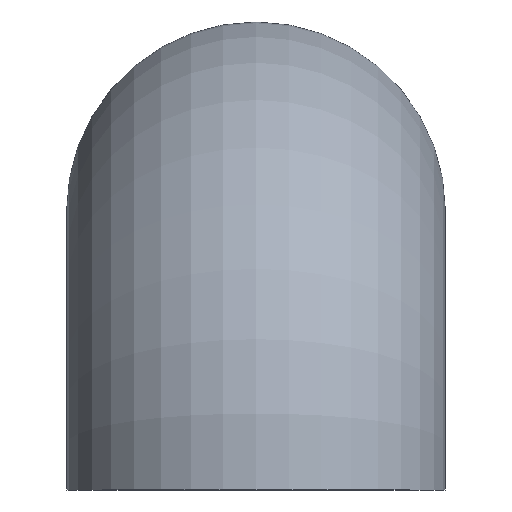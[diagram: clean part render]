
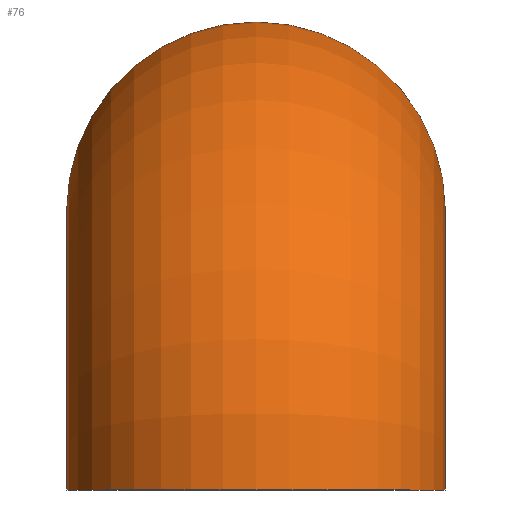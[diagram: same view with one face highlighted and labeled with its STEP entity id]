
A CAD part, left-side view. The second image highlights one B-rep face of the part: STEP entity #76.
In plain terms, the highlighted toroidal (fillet/blend) face has major radius 15.5 mm and minor radius 10.5 mm.
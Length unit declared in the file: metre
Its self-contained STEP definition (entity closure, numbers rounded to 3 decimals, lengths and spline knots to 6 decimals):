
#76 = ADVANCED_FACE( '', ( #84, #85, #86 ), #87, .T. );
#84 = FACE_BOUND( '', #98, .T. );
#85 = FACE_OUTER_BOUND( '', #99, .T. );
#86 = FACE_OUTER_BOUND( '', #100, .T. );
#87 = TOROIDAL_SURFACE( '', #101, 0.0155, 0.0105 );
#98 = VERTEX_LOOP( '', #114 );
#99 = EDGE_LOOP( '', ( #115 ) );
#100 = EDGE_LOOP( '', ( #116 ) );
#101 = AXIS2_PLACEMENT_3D( '', #117, #118, #119 );
#114 = VERTEX_POINT( '', #133 );
#115 = ORIENTED_EDGE( '', *, *, #134, .F. );
#116 = ORIENTED_EDGE( '', *, *, #135, .T. );
#117 = CARTESIAN_POINT( '', ( 0., 0., 0. ) );
#118 = DIRECTION( '', ( 0., 1., 0. ) );
#119 = DIRECTION( '', ( 0., 0., 1. ) );
#133 = CARTESIAN_POINT( '', ( 0., 0., 0.026 ) );
#134 = EDGE_CURVE( '', #140, #140, #141, .T. );
#135 = EDGE_CURVE( '', #142, #142, #143, .T. );
#140 = VERTEX_POINT( '', #148 );
#141 = CIRCLE( '', #149, 0.0105 );
#142 = VERTEX_POINT( '', #150 );
#143 = CIRCLE( '', #151, 0.0105 );
#148 = CARTESIAN_POINT( '', ( -0.026, 0., 0. ) );
#149 = AXIS2_PLACEMENT_3D( '', #158, #159, #160 );
#150 = CARTESIAN_POINT( '', ( 0.026, 0., 0. ) );
#151 = AXIS2_PLACEMENT_3D( '', #161, #162, #163 );
#158 = CARTESIAN_POINT( '', ( -0.0155, 0., 0. ) );
#159 = DIRECTION( '', ( 0., 0., -1. ) );
#160 = DIRECTION( '', ( -1., 0., 0. ) );
#161 = CARTESIAN_POINT( '', ( 0.0155, 0., 0. ) );
#162 = DIRECTION( '', ( 0., 0., 1. ) );
#163 = DIRECTION( '', ( 1., 0., 0. ) );
